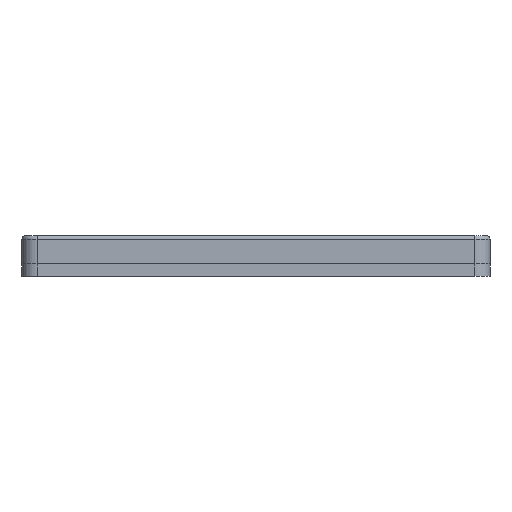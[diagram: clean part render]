
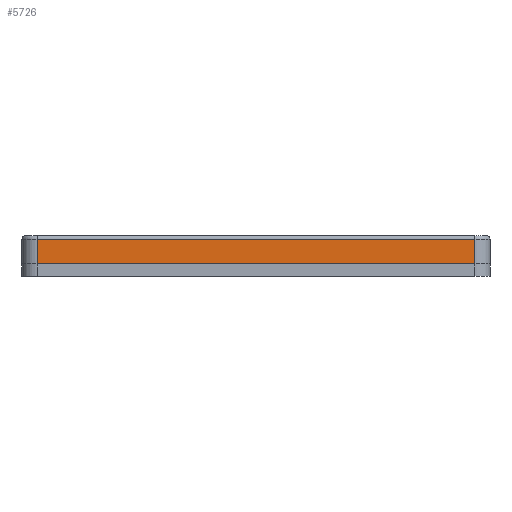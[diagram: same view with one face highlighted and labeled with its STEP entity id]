
A CAD part, left-side view. The second image highlights one B-rep face of the part: STEP entity #5726.
In plain terms, the highlighted planar face has unit normal (-1, 0, 0).
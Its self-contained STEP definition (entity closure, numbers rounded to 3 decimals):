
#2859 = VERTEX_POINT('',#2860);
#2860 = CARTESIAN_POINT('',(-46.363,28.551,3.2));
#2902 = VERTEX_POINT('',#2903);
#2903 = CARTESIAN_POINT('',(-46.363,-28.551,3.2));
#2910 = EDGE_CURVE('',#2902,#2859,#2911,.T.);
#2911 = LINE('',#2912,#2913);
#2912 = CARTESIAN_POINT('',(-46.363,-28.551,3.2));
#2913 = VECTOR('',#2914,1.);
#2914 = DIRECTION('',(0.,1.,0.));
#5707 = EDGE_CURVE('',#5708,#2859,#5710,.T.);
#5708 = VERTEX_POINT('',#5709);
#5709 = CARTESIAN_POINT('',(-46.363,28.551,0.));
#5710 = LINE('',#5711,#5712);
#5711 = CARTESIAN_POINT('',(-46.363,28.551,0.));
#5712 = VECTOR('',#5713,1.);
#5713 = DIRECTION('',(0.,0.,1.));
#5726 = ADVANCED_FACE('',(#5727),#5745,.T.);
#5727 = FACE_BOUND('',#5728,.T.);
#5728 = EDGE_LOOP('',(#5729,#5737,#5738,#5739));
#5729 = ORIENTED_EDGE('',*,*,#5730,.T.);
#5730 = EDGE_CURVE('',#5731,#2902,#5733,.T.);
#5731 = VERTEX_POINT('',#5732);
#5732 = CARTESIAN_POINT('',(-46.363,-28.551,0.));
#5733 = LINE('',#5734,#5735);
#5734 = CARTESIAN_POINT('',(-46.363,-28.551,0.));
#5735 = VECTOR('',#5736,1.);
#5736 = DIRECTION('',(0.,0.,1.));
#5737 = ORIENTED_EDGE('',*,*,#2910,.T.);
#5738 = ORIENTED_EDGE('',*,*,#5707,.F.);
#5739 = ORIENTED_EDGE('',*,*,#5740,.F.);
#5740 = EDGE_CURVE('',#5731,#5708,#5741,.T.);
#5741 = LINE('',#5742,#5743);
#5742 = CARTESIAN_POINT('',(-46.363,-28.551,0.));
#5743 = VECTOR('',#5744,1.);
#5744 = DIRECTION('',(0.,1.,0.));
#5745 = PLANE('',#5746);
#5746 = AXIS2_PLACEMENT_3D('',#5747,#5748,#5749);
#5747 = CARTESIAN_POINT('',(-46.363,-28.551,0.));
#5748 = DIRECTION('',(-1.,0.,0.));
#5749 = DIRECTION('',(0.,1.,0.));
